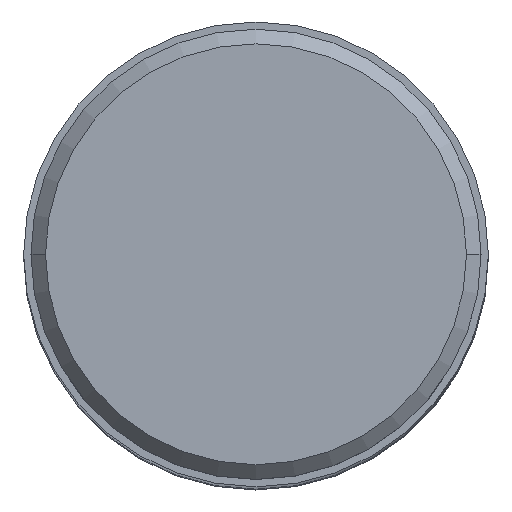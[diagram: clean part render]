
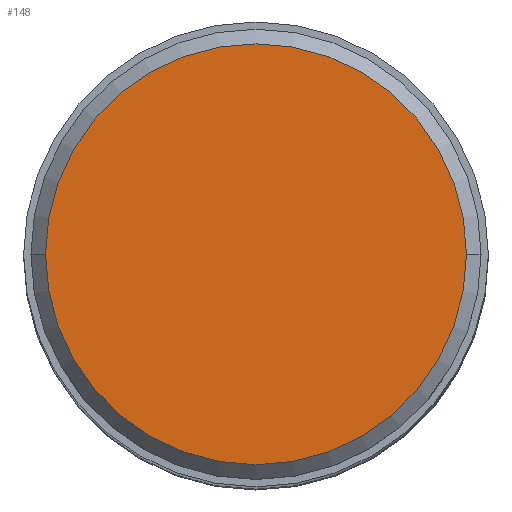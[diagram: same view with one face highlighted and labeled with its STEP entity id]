
A CAD part, top view. The second image highlights one B-rep face of the part: STEP entity #148.
In plain terms, the highlighted planar face has unit normal (0, 0, 1).
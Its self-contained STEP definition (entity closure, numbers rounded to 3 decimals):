
#66=PLANE('',#1167);
#148=ADVANCED_FACE('',(#208),#66,.T.);
#208=FACE_OUTER_BOUND('',#266,.T.);
#266=EDGE_LOOP('',(#504,#505,#506,#507));
#504=ORIENTED_EDGE('',*,*,#704,.T.);
#505=ORIENTED_EDGE('',*,*,#702,.T.);
#506=ORIENTED_EDGE('',*,*,#701,.T.);
#507=ORIENTED_EDGE('',*,*,#705,.T.);
#580=VERTEX_POINT('',#1795);
#581=VERTEX_POINT('',#1797);
#582=VERTEX_POINT('',#1799);
#583=VERTEX_POINT('',#1803);
#701=EDGE_CURVE('',#581,#580,#804,.T.);
#702=EDGE_CURVE('',#582,#581,#805,.T.);
#704=EDGE_CURVE('',#583,#582,#806,.T.);
#705=EDGE_CURVE('',#580,#583,#807,.T.);
#804=CIRCLE('',#1161,14.375);
#805=CIRCLE('',#1162,14.375);
#806=CIRCLE('',#1164,14.375);
#807=CIRCLE('',#1165,14.375);
#1161=AXIS2_PLACEMENT_3D('',#1796,#1517,#1518);
#1162=AXIS2_PLACEMENT_3D('',#1798,#1519,#1520);
#1164=AXIS2_PLACEMENT_3D('',#1802,#1524,#1525);
#1165=AXIS2_PLACEMENT_3D('',#1804,#1526,#1527);
#1167=AXIS2_PLACEMENT_3D('',#1806,#1530,#1531);
#1517=DIRECTION('',(0.,0.,1.));
#1518=DIRECTION('',(0.,-1.,0.));
#1519=DIRECTION('',(0.,0.,1.));
#1520=DIRECTION('',(-1.,0.,0.));
#1524=DIRECTION('',(0.,0.,1.));
#1525=DIRECTION('',(0.,1.,0.));
#1526=DIRECTION('',(0.,0.,1.));
#1527=DIRECTION('',(1.,0.,0.));
#1530=DIRECTION('',(0.,0.,1.));
#1531=DIRECTION('',(1.,0.,0.));
#1795=CARTESIAN_POINT('',(14.375,0.,0.));
#1796=CARTESIAN_POINT('',(0.,0.,0.));
#1797=CARTESIAN_POINT('',(0.,-14.375,0.));
#1798=CARTESIAN_POINT('',(0.,0.,0.));
#1799=CARTESIAN_POINT('',(-14.375,0.,0.));
#1802=CARTESIAN_POINT('',(0.,0.,0.));
#1803=CARTESIAN_POINT('',(0.,14.375,0.));
#1804=CARTESIAN_POINT('',(0.,0.,0.));
#1806=CARTESIAN_POINT('',(0.,0.001,0.));
